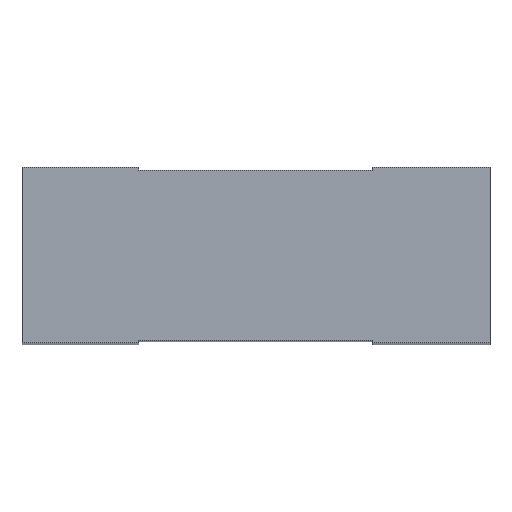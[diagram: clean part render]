
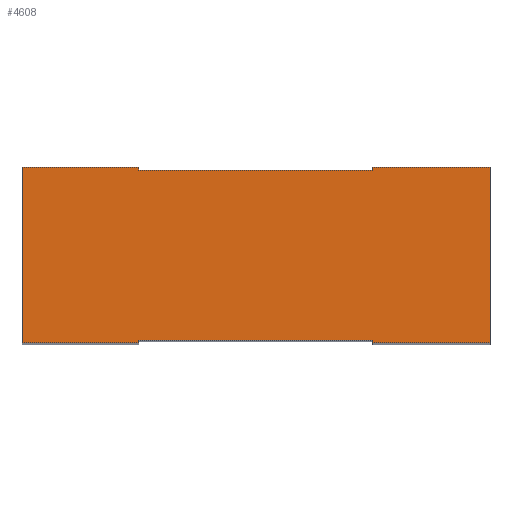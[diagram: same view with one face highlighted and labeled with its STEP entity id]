
A CAD part, top view. The second image highlights one B-rep face of the part: STEP entity #4608.
In plain terms, the highlighted planar face has unit normal (0, 0, 1).
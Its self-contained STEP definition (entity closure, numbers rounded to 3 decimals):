
#25=DIRECTION('',(1.,0.,0.));
#26=VECTOR('',#25,0.4);
#27=CARTESIAN_POINT('',(0.4,0.,1.6));
#28=LINE('',#27,#26);
#67=DIRECTION('',(1.,0.,0.));
#68=VECTOR('',#67,0.4);
#69=CARTESIAN_POINT('',(-0.8,0.,1.6));
#70=LINE('',#69,#68);
#123=DIRECTION('',(0.,1.,0.));
#124=VECTOR('',#123,0.6);
#125=CARTESIAN_POINT('',(0.8,0.,1.6));
#126=LINE('',#125,#124);
#130=DIRECTION('',(0.,1.,0.));
#131=VECTOR('',#130,0.01);
#132=CARTESIAN_POINT('',(0.4,0.,1.6));
#133=LINE('',#132,#131);
#137=DIRECTION('',(-1.,0.,0.));
#138=VECTOR('',#137,0.8);
#139=CARTESIAN_POINT('',(0.4,0.01,1.6));
#140=LINE('',#139,#138);
#144=DIRECTION('',(0.,1.,0.));
#145=VECTOR('',#144,0.01);
#146=CARTESIAN_POINT('',(-0.4,0.,1.6));
#147=LINE('',#146,#145);
#151=DIRECTION('',(0.,1.,0.));
#152=VECTOR('',#151,0.6);
#153=CARTESIAN_POINT('',(-0.8,0.,1.6));
#154=LINE('',#153,#152);
#158=DIRECTION('',(0.,-1.,0.));
#159=VECTOR('',#158,0.01);
#160=CARTESIAN_POINT('',(-0.4,0.6,1.6));
#161=LINE('',#160,#159);
#165=DIRECTION('',(1.,0.,0.));
#166=VECTOR('',#165,0.8);
#167=CARTESIAN_POINT('',(-0.4,0.59,1.6));
#168=LINE('',#167,#166);
#172=DIRECTION('',(0.,-1.,0.));
#173=VECTOR('',#172,0.01);
#174=CARTESIAN_POINT('',(0.4,0.6,1.6));
#175=LINE('',#174,#173);
#207=DIRECTION('',(1.,0.,0.));
#208=VECTOR('',#207,0.4);
#209=CARTESIAN_POINT('',(-0.8,0.6,1.6));
#210=LINE('',#209,#208);
#249=DIRECTION('',(1.,0.,0.));
#250=VECTOR('',#249,0.4);
#251=CARTESIAN_POINT('',(0.4,0.6,1.6));
#252=LINE('',#251,#250);
#3736=CARTESIAN_POINT('',(-0.8,0.,1.6));
#3738=VERTEX_POINT('',#3736);
#3739=CARTESIAN_POINT('',(0.8,0.,1.6));
#3741=VERTEX_POINT('',#3739);
#3744=CARTESIAN_POINT('',(-0.8,0.6,1.6));
#3746=VERTEX_POINT('',#3744);
#3747=CARTESIAN_POINT('',(0.8,0.6,1.6));
#3749=VERTEX_POINT('',#3747);
#3751=CARTESIAN_POINT('',(0.4,0.,1.6));
#3753=VERTEX_POINT('',#3751);
#3755=CARTESIAN_POINT('',(-0.4,0.,1.6));
#3757=VERTEX_POINT('',#3755);
#3759=CARTESIAN_POINT('',(-0.4,0.6,1.6));
#3761=VERTEX_POINT('',#3759);
#3763=CARTESIAN_POINT('',(0.4,0.6,1.6));
#3765=VERTEX_POINT('',#3763);
#3767=CARTESIAN_POINT('',(0.4,0.01,1.6));
#3768=VERTEX_POINT('',#3767);
#3769=CARTESIAN_POINT('',(-0.4,0.01,1.6));
#3770=VERTEX_POINT('',#3769);
#3771=CARTESIAN_POINT('',(-0.4,0.59,1.6));
#3772=VERTEX_POINT('',#3771);
#3773=CARTESIAN_POINT('',(0.4,0.59,1.6));
#3774=VERTEX_POINT('',#3773);
#4581=CARTESIAN_POINT('',(-0.8,0.,1.6));
#4582=DIRECTION('',(0.,0.,1.));
#4583=DIRECTION('',(1.,0.,0.));
#4584=AXIS2_PLACEMENT_3D('',#4581,#4582,#4583);
#4585=PLANE('',#4584);
#4586=ORIENTED_EDGE('',*,*,#4509,.T.);
#4588=ORIENTED_EDGE('',*,*,#4587,.T.);
#4590=ORIENTED_EDGE('',*,*,#4589,.F.);
#4591=ORIENTED_EDGE('',*,*,#4482,.F.);
#4593=ORIENTED_EDGE('',*,*,#4592,.T.);
#4595=ORIENTED_EDGE('',*,*,#4594,.T.);
#4597=ORIENTED_EDGE('',*,*,#4596,.T.);
#4599=ORIENTED_EDGE('',*,*,#4598,.T.);
#4601=ORIENTED_EDGE('',*,*,#4600,.F.);
#4603=ORIENTED_EDGE('',*,*,#4602,.T.);
#4604=ORIENTED_EDGE('',*,*,#4561,.F.);
#4605=ORIENTED_EDGE('',*,*,#4450,.F.);
#4606=EDGE_LOOP('',(#4586,#4588,#4590,#4591,#4593,#4595,#4597,#4599,#4601,#4603,
#4604,#4605));
#4607=FACE_OUTER_BOUND('',#4606,.F.);
#4608=ADVANCED_FACE('',(#4607),#4585,.T.);
#4450=EDGE_CURVE('',#3753,#3741,#28,.T.);
#4482=EDGE_CURVE('',#3738,#3757,#70,.T.);
#4509=EDGE_CURVE('',#3753,#3768,#133,.T.);
#4561=EDGE_CURVE('',#3741,#3749,#126,.T.);
#4587=EDGE_CURVE('',#3768,#3770,#140,.T.);
#4589=EDGE_CURVE('',#3757,#3770,#147,.T.);
#4592=EDGE_CURVE('',#3738,#3746,#154,.T.);
#4594=EDGE_CURVE('',#3746,#3761,#210,.T.);
#4596=EDGE_CURVE('',#3761,#3772,#161,.T.);
#4598=EDGE_CURVE('',#3772,#3774,#168,.T.);
#4600=EDGE_CURVE('',#3765,#3774,#175,.T.);
#4602=EDGE_CURVE('',#3765,#3749,#252,.T.);
